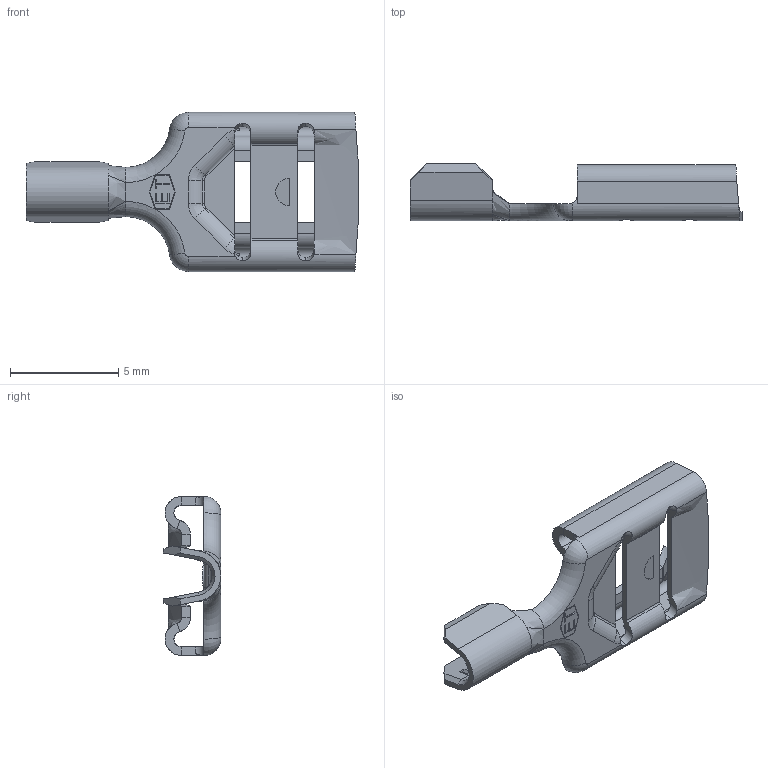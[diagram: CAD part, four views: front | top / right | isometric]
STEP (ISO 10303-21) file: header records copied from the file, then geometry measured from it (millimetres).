
FILE_DESCRIPTION (( 'STEP AP203' ), '1' );
FILE_NAME ('07666.STEP', '2015-01-28T19:47:41', ( '' ), ( '' ), 'SwSTEP 2.0', 'SolidWorks 2014', '' );
FILE_SCHEMA (( 'CONFIG_CONTROL_DESIGN' ));
Length unit declared in the file: inch
Products named in the file (1): 07666
Bounding box: 15.37 x 2.67 x 7.37 mm (x, y, z)
Volume: 57.7 mm3; surface area: 325.8 mm2
Topology: 1 solids, 1 shells, 276 faces, 765 edges, 492 vertices
Faces by surface type: plane 141, cylinder 58, bspline 38, torus 30, cone 9
Entity records: 10350 total; most frequent: CARTESIAN_POINT 3585, ORIENTED_EDGE 1530, DIRECTION 1225, EDGE_CURVE 765, VERTEX_POINT 492, VECTOR 415, LINE 415, AXIS2_PLACEMENT_3D 405
